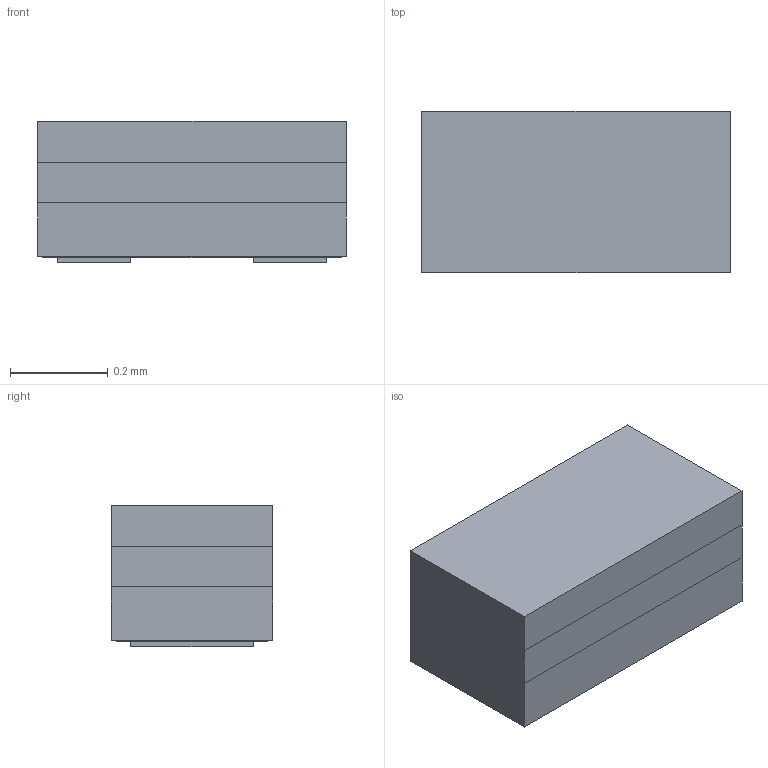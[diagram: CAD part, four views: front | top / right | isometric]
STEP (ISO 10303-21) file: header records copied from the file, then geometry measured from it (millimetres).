
FILE_DESCRIPTION(/* description */ ('Unknown'),/* implementation_level */ '2;1');
FILE_NAME(/* name */ 'SP4337-01WTG',/* time_stamp */ '2024-05-28T12:02:52+02:00',/* author */ ('Unknown'),/* organization */ ('Unknown'),/* preprocessor_version */ 'ST-DEVELOPER v18.102',/* originating_system */ 'Solid Edge',/* authorisation */ 'Unknown');
FILE_SCHEMA (('AUTOMOTIVE_DESIGN {1 0 10303 214 3 1 1}'));
Length unit declared in the file: millimetre
Products named in the file (1): SP4337-01WTG
Bounding box: 0.63 x 0.33 x 0.29 mm (x, y, z)
Volume: 0.1 mm3; surface area: 1 mm2
Topology: 1 solids, 1 shells, 34 faces, 76 edges, 48 vertices
Faces by surface type: plane 34
Entity records: 1179 total; most frequent: CARTESIAN_POINT 159, ORIENTED_EDGE 152, DIRECTION 146, EDGE_CURVE 76, LINE 76, VECTOR 76, VERTEX_POINT 48, EDGE_LOOP 38
